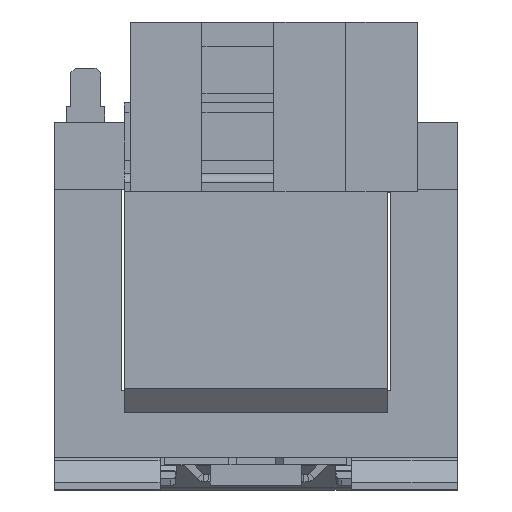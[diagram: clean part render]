
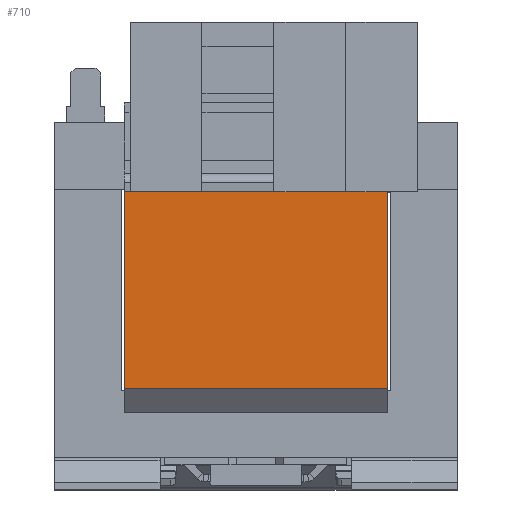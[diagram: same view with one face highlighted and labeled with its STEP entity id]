
A CAD part, top view. The second image highlights one B-rep face of the part: STEP entity #710.
In plain terms, the highlighted planar face has unit normal (0, 0, 1).
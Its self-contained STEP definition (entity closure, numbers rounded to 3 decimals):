
#710 = ADVANCED_FACE ( 'NONE', ( #8902 ), #770, .F. ) ;
#770 = PLANE ( 'NONE',  #12902 ) ;
#839 = VERTEX_POINT ( 'NONE', #20887 ) ;
#2224 = CARTESIAN_POINT ( 'NONE',  ( -27.5, 20.55, 38.35 ) ) ;
#2369 = CARTESIAN_POINT ( 'NONE',  ( 27.5, -20.55, 38.35 ) ) ;
#3497 = ORIENTED_EDGE ( 'NONE', *, *, #6479, .F. ) ;
#3868 = VERTEX_POINT ( 'NONE', #15899 ) ;
#4480 = VERTEX_POINT ( 'NONE', #6292 ) ;
#5270 = EDGE_CURVE ( 'NONE', #3868, #13934, #12821, .T. ) ;
#5835 = EDGE_LOOP ( 'NONE', ( #17419, #9301, #3497, #9040 ) ) ;
#5955 = VECTOR ( 'NONE', #20166, 1000. ) ;
#6292 = CARTESIAN_POINT ( 'NONE',  ( 27.5, -20.55, 38.35 ) ) ;
#6479 = EDGE_CURVE ( 'NONE', #3868, #4480, #20263, .T. ) ;
#6647 = VECTOR ( 'NONE', #7903, 1000. ) ;
#7316 = CARTESIAN_POINT ( 'NONE',  ( -27.5, 20.55, 38.35 ) ) ;
#7660 = DIRECTION ( 'NONE',  ( 0., 0., -1. ) ) ;
#7903 = DIRECTION ( 'NONE',  ( -1., 0., 0. ) ) ;
#8457 = VECTOR ( 'NONE', #15032, 1000. ) ;
#8902 = FACE_OUTER_BOUND ( 'NONE', #5835, .T. ) ;
#9040 = ORIENTED_EDGE ( 'NONE', *, *, #5270, .T. ) ;
#9301 = ORIENTED_EDGE ( 'NONE', *, *, #13485, .F. ) ;
#9808 = CARTESIAN_POINT ( 'NONE',  ( 27.5, 20.55, 38.35 ) ) ;
#11356 = LINE ( 'NONE', #2224, #5955 ) ;
#11382 = EDGE_CURVE ( 'NONE', #13934, #839, #11356, .T. ) ;
#11512 = VECTOR ( 'NONE', #13110, 1000. ) ;
#12821 = LINE ( 'NONE', #18401, #8457 ) ;
#12902 = AXIS2_PLACEMENT_3D ( 'NONE', #15792, #7660, #20550 ) ;
#13110 = DIRECTION ( 'NONE',  ( 0., -1., 0. ) ) ;
#13485 = EDGE_CURVE ( 'NONE', #4480, #839, #14116, .T. ) ;
#13934 = VERTEX_POINT ( 'NONE', #7316 ) ;
#14116 = LINE ( 'NONE', #2369, #6647 ) ;
#15032 = DIRECTION ( 'NONE',  ( -1., 0., 0. ) ) ;
#15792 = CARTESIAN_POINT ( 'NONE',  ( 27.5, 20.55, 38.35 ) ) ;
#15899 = CARTESIAN_POINT ( 'NONE',  ( 27.5, 20.55, 38.35 ) ) ;
#17419 = ORIENTED_EDGE ( 'NONE', *, *, #11382, .T. ) ;
#18401 = CARTESIAN_POINT ( 'NONE',  ( 27.5, 20.55, 38.35 ) ) ;
#20166 = DIRECTION ( 'NONE',  ( 0., -1., 0. ) ) ;
#20263 = LINE ( 'NONE', #9808, #11512 ) ;
#20550 = DIRECTION ( 'NONE',  ( -1., 0., 0. ) ) ;
#20887 = CARTESIAN_POINT ( 'NONE',  ( -27.5, -20.55, 38.35 ) ) ;
